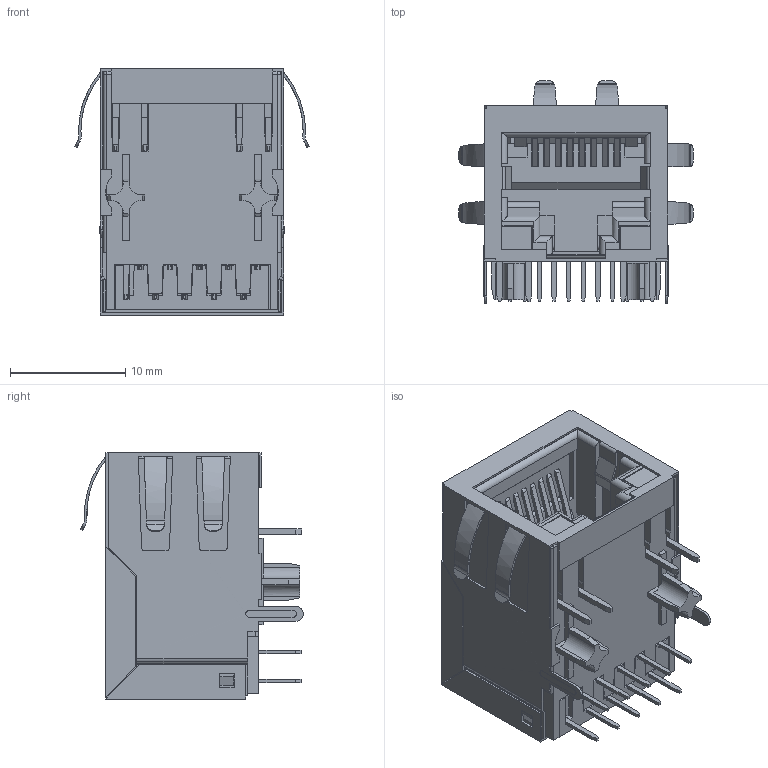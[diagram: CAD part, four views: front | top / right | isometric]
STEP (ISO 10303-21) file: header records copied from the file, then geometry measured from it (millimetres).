
FILE_DESCRIPTION(('CATIA V5 STEP Exchange','CAx-IF Rec.Pracs.--- Model Styling and Organization---1.4--- 2014-01-23'),'2;1');
FILE_NAME ('1100383-2_0_2661700000_2661700000.stp','2019-05-06T12:42:36+00:00',('none'),('Weidmueller'),'CATIA Version 5-6 Release 2016 SP3 HF44','CATIA V5 STEP AP214','none');
FILE_SCHEMA(('AUTOMOTIVE_DESIGN { 1 0 10303 214 1 1 1 1 }'));
Length unit declared in the file: millimetre
Products named in the file (1): 2661700000
Bounding box: 20.34 x 19.33 x 21.35 mm (x, y, z)
Volume: 1949.9 mm3; surface area: 6598.8 mm2
Topology: 5 solids, 5 shells, 1480 faces, 4313 edges, 2827 vertices
Faces by surface type: plane 1198, cylinder 239, revolution 43
Entity records: 50981 total; most frequent: CARTESIAN_POINT 11025, ORIENTED_EDGE 8616, DIRECTION 6866, EDGE_CURVE 4308, VECTOR 3763, LINE 3763, VERTEX_POINT 2827, AXIS2_PLACEMENT_3D 1658
